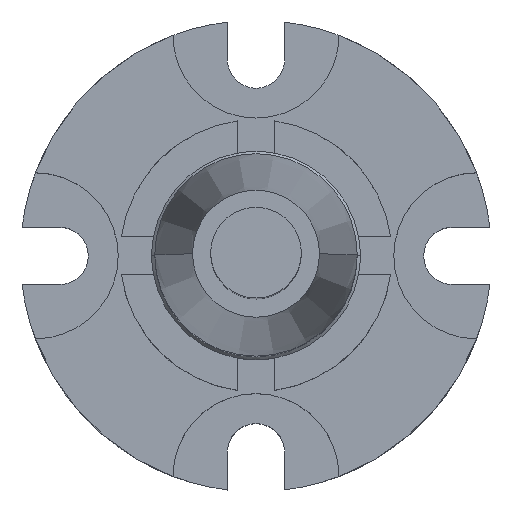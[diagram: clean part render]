
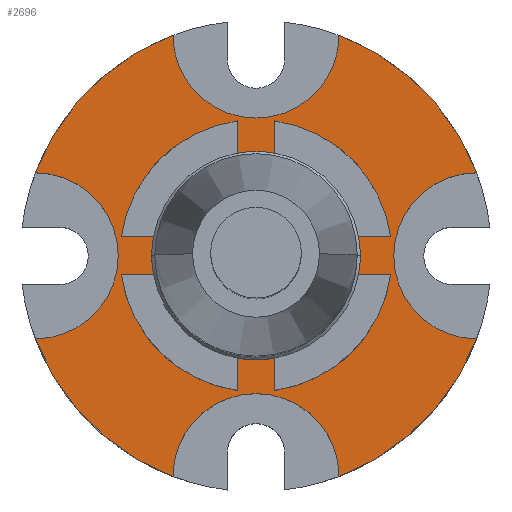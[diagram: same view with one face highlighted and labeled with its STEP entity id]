
A CAD part, top view. The second image highlights one B-rep face of the part: STEP entity #2696.
In plain terms, the highlighted planar face has unit normal (0, 0, 1).
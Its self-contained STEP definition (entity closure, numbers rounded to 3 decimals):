
#11 = CARTESIAN_POINT ( 'NONE',  ( -7.31, 0., -40. ) ) ;
#73 = DIRECTION ( 'NONE',  ( 1., 0., 0. ) ) ;
#78 = ORIENTED_EDGE ( 'NONE', *, *, #2636, .T. ) ;
#91 = CARTESIAN_POINT ( 'NONE',  ( 0., 7.31, -40. ) ) ;
#104 = CARTESIAN_POINT ( 'NONE',  ( -7.299, -2.75, -40. ) ) ;
#129 = CIRCLE ( 'NONE', #777, 2.75 ) ;
#140 = EDGE_CURVE ( 'NONE', #1990, #1493, #1726, .T. ) ;
#146 = DIRECTION ( 'NONE',  ( 1., 0., 0. ) ) ;
#192 = DIRECTION ( 'NONE',  ( -1., 0., 0. ) ) ;
#196 = CARTESIAN_POINT ( 'NONE',  ( 2.75, 7.299, -40. ) ) ;
#205 = CIRCLE ( 'NONE', #542, 2.75 ) ;
#229 = DIRECTION ( 'NONE',  ( -1., 0., 0. ) ) ;
#231 = ORIENTED_EDGE ( 'NONE', *, *, #140, .T. ) ;
#305 = DIRECTION ( 'NONE',  ( 0., 1., 0. ) ) ;
#372 = VERTEX_POINT ( 'NONE', #802 ) ;
#417 = DIRECTION ( 'NONE',  ( 1., 0., 0. ) ) ;
#450 = EDGE_CURVE ( 'NONE', #2705, #592, #2565, .T. ) ;
#451 = ORIENTED_EDGE ( 'NONE', *, *, #833, .F. ) ;
#542 = AXIS2_PLACEMENT_3D ( 'NONE', #11, #1509, #229 ) ;
#560 = DIRECTION ( 'NONE',  ( 0., 0., 1. ) ) ;
#592 = VERTEX_POINT ( 'NONE', #828 ) ;
#654 = VERTEX_POINT ( 'NONE', #2333 ) ;
#701 = CIRCLE ( 'NONE', #1683, 2.75 ) ;
#723 = CARTESIAN_POINT ( 'NONE',  ( -2.75, 7.299, -40. ) ) ;
#753 = EDGE_CURVE ( 'NONE', #592, #2705, #1603, .T. ) ;
#777 = AXIS2_PLACEMENT_3D ( 'NONE', #839, #1908, #417 ) ;
#782 = AXIS2_PLACEMENT_3D ( 'NONE', #91, #1595, #305 ) ;
#802 = CARTESIAN_POINT ( 'NONE',  ( 7.299, 2.75, -40. ) ) ;
#807 = CARTESIAN_POINT ( 'NONE',  ( 0., 0., -40. ) ) ;
#820 = DIRECTION ( 'NONE',  ( 0., 0., -1. ) ) ;
#828 = CARTESIAN_POINT ( 'NONE',  ( 3.35, 0., -40. ) ) ;
#833 = EDGE_CURVE ( 'NONE', #372, #1493, #129, .T. ) ;
#839 = CARTESIAN_POINT ( 'NONE',  ( 7.31, 0., -40. ) ) ;
#887 = CARTESIAN_POINT ( 'NONE',  ( 0., 0., -40. ) ) ;
#907 = CIRCLE ( 'NONE', #2309, 7.8 ) ;
#909 = CARTESIAN_POINT ( 'NONE',  ( -4.56, 0., -40. ) ) ;
#973 = AXIS2_PLACEMENT_3D ( 'NONE', #887, #2396, #1100 ) ;
#984 = DIRECTION ( 'NONE',  ( 0., 0., 1. ) ) ;
#1015 = AXIS2_PLACEMENT_3D ( 'NONE', #2730, #1418, #146 ) ;
#1021 = DIRECTION ( 'NONE',  ( 1., 0., 0. ) ) ;
#1029 = VERTEX_POINT ( 'NONE', #909 ) ;
#1100 = DIRECTION ( 'NONE',  ( 1., 0., 0. ) ) ;
#1137 = EDGE_CURVE ( 'NONE', #1494, #654, #907, .T. ) ;
#1180 = CARTESIAN_POINT ( 'NONE',  ( 7.299, -2.75, -40. ) ) ;
#1255 = CARTESIAN_POINT ( 'NONE',  ( 0., 0., -40. ) ) ;
#1276 = CIRCLE ( 'NONE', #973, 7.8 ) ;
#1289 = VERTEX_POINT ( 'NONE', #2080 ) ;
#1308 = CIRCLE ( 'NONE', #782, 2.75 ) ;
#1339 = EDGE_CURVE ( 'NONE', #1494, #1029, #701, .T. ) ;
#1358 = DIRECTION ( 'NONE',  ( 0., 0., 1. ) ) ;
#1388 = ORIENTED_EDGE ( 'NONE', *, *, #2117, .F. ) ;
#1418 = DIRECTION ( 'NONE',  ( 0., 0., 1. ) ) ;
#1442 = CARTESIAN_POINT ( 'NONE',  ( 0., 3.35, -40. ) ) ;
#1461 = DIRECTION ( 'NONE',  ( 1., 0., 0. ) ) ;
#1471 = DIRECTION ( 'NONE',  ( 0., 0., 1. ) ) ;
#1493 = VERTEX_POINT ( 'NONE', #1180 ) ;
#1494 = VERTEX_POINT ( 'NONE', #104 ) ;
#1509 = DIRECTION ( 'NONE',  ( 0., 0., 1. ) ) ;
#1590 = EDGE_LOOP ( 'NONE', ( #2212, #1933, #231, #451, #2515, #2553, #78, #1388, #2057 ) ) ;
#1593 = AXIS2_PLACEMENT_3D ( 'NONE', #1255, #2773, #1461 ) ;
#1595 = DIRECTION ( 'NONE',  ( 0., 0., 1. ) ) ;
#1603 = CIRCLE ( 'NONE', #2569, 3.35 ) ;
#1683 = AXIS2_PLACEMENT_3D ( 'NONE', #2782, #1471, #192 ) ;
#1726 = CIRCLE ( 'NONE', #2581, 7.8 ) ;
#1851 = CARTESIAN_POINT ( 'NONE',  ( 0., 0., -40. ) ) ;
#1854 = ORIENTED_EDGE ( 'NONE', *, *, #753, .F. ) ;
#1897 = AXIS2_PLACEMENT_3D ( 'NONE', #2274, #984, #2498 ) ;
#1908 = DIRECTION ( 'NONE',  ( 0., 0., 1. ) ) ;
#1933 = ORIENTED_EDGE ( 'NONE', *, *, #2014, .F. ) ;
#1990 = VERTEX_POINT ( 'NONE', #2478 ) ;
#2014 = EDGE_CURVE ( 'NONE', #1990, #654, #2536, .T. ) ;
#2057 = ORIENTED_EDGE ( 'NONE', *, *, #1339, .F. ) ;
#2059 = DIRECTION ( 'NONE',  ( 1., 0., 0. ) ) ;
#2080 = CARTESIAN_POINT ( 'NONE',  ( -7.299, 2.75, -40. ) ) ;
#2092 = EDGE_LOOP ( 'NONE', ( #1854, #2641 ) ) ;
#2095 = PLANE ( 'NONE',  #2166 ) ;
#2117 = EDGE_CURVE ( 'NONE', #1029, #1289, #205, .T. ) ;
#2166 = AXIS2_PLACEMENT_3D ( 'NONE', #1442, #820, #2320 ) ;
#2170 = EDGE_CURVE ( 'NONE', #372, #2777, #1276, .T. ) ;
#2212 = ORIENTED_EDGE ( 'NONE', *, *, #1137, .T. ) ;
#2274 = CARTESIAN_POINT ( 'NONE',  ( 0., -7.31, -40. ) ) ;
#2309 = AXIS2_PLACEMENT_3D ( 'NONE', #2661, #1358, #73 ) ;
#2310 = DIRECTION ( 'NONE',  ( 0., 0., 1. ) ) ;
#2320 = DIRECTION ( 'NONE',  ( -1., 0., 0. ) ) ;
#2333 = CARTESIAN_POINT ( 'NONE',  ( -2.75, -7.299, -40. ) ) ;
#2345 = VERTEX_POINT ( 'NONE', #723 ) ;
#2355 = CIRCLE ( 'NONE', #1015, 7.8 ) ;
#2396 = DIRECTION ( 'NONE',  ( 0., 0., 1. ) ) ;
#2416 = EDGE_CURVE ( 'NONE', #2345, #2777, #1308, .T. ) ;
#2478 = CARTESIAN_POINT ( 'NONE',  ( 2.75, -7.299, -40. ) ) ;
#2498 = DIRECTION ( 'NONE',  ( 0., -1., 0. ) ) ;
#2515 = ORIENTED_EDGE ( 'NONE', *, *, #2170, .T. ) ;
#2536 = CIRCLE ( 'NONE', #1897, 2.75 ) ;
#2546 = CARTESIAN_POINT ( 'NONE',  ( -3.35, 0., -40. ) ) ;
#2553 = ORIENTED_EDGE ( 'NONE', *, *, #2416, .F. ) ;
#2565 = CIRCLE ( 'NONE', #1593, 3.35 ) ;
#2569 = AXIS2_PLACEMENT_3D ( 'NONE', #807, #2310, #1021 ) ;
#2581 = AXIS2_PLACEMENT_3D ( 'NONE', #1851, #560, #2059 ) ;
#2636 = EDGE_CURVE ( 'NONE', #2345, #1289, #2355, .T. ) ;
#2641 = ORIENTED_EDGE ( 'NONE', *, *, #450, .F. ) ;
#2661 = CARTESIAN_POINT ( 'NONE',  ( 0., 0., -40. ) ) ;
#2696 = ADVANCED_FACE ( 'NONE', ( #2726, #2803 ), #2095, .F. ) ;
#2705 = VERTEX_POINT ( 'NONE', #2546 ) ;
#2726 = FACE_BOUND ( 'NONE', #2092, .T. ) ;
#2730 = CARTESIAN_POINT ( 'NONE',  ( 0., 0., -40. ) ) ;
#2773 = DIRECTION ( 'NONE',  ( 0., 0., 1. ) ) ;
#2777 = VERTEX_POINT ( 'NONE', #196 ) ;
#2782 = CARTESIAN_POINT ( 'NONE',  ( -7.31, 0., -40. ) ) ;
#2803 = FACE_OUTER_BOUND ( 'NONE', #1590, .T. ) ;
